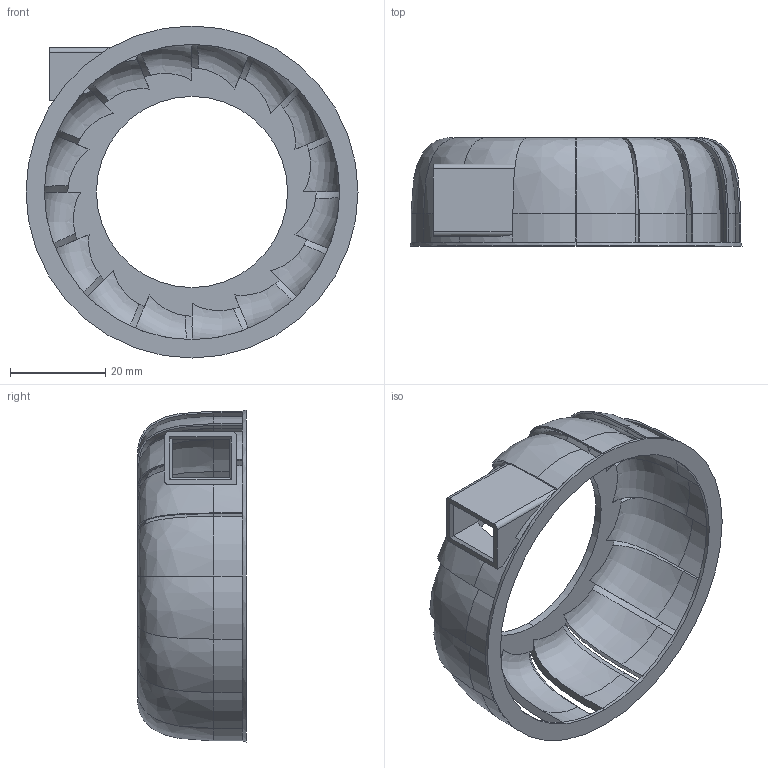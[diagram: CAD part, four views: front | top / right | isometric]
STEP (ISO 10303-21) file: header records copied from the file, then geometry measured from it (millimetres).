
FILE_DESCRIPTION (( 'STEP AP214' ), '1' );
FILE_NAME ('2501-002.STEP', '2022-09-16T18:36:44', ( '' ), ( '' ), 'SwSTEP 2.0', 'SolidWorks 2020', '' );
FILE_SCHEMA (( 'AUTOMOTIVE_DESIGN' ));
Length unit declared in the file: millimetre
Products named in the file (1): 2501-002
Bounding box: 69.84 x 22.8 x 69.84 mm (x, y, z)
Volume: 10047.4 mm3; surface area: 14951.5 mm2
Topology: 1 solids, 1 shells, 195 faces, 565 edges, 337 vertices
Faces by surface type: plane 90, cylinder 55, bspline 48, cone 2
Entity records: 15929 total; most frequent: CARTESIAN_POINT 8969, ORIENTED_EDGE 1130, DIRECTION 867, EDGE_CURVE 565, VERTEX_POINT 337, AXIS2_PLACEMENT_3D 311, VECTOR 245, LINE 245
